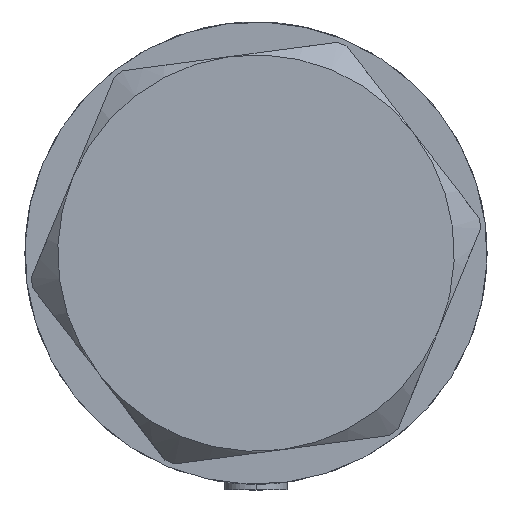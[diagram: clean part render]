
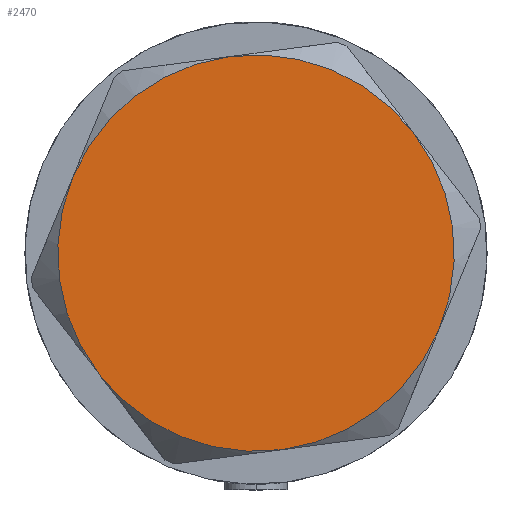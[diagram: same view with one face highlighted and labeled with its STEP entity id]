
A CAD part, left-side view. The second image highlights one B-rep face of the part: STEP entity #2470.
In plain terms, the highlighted face is planar.
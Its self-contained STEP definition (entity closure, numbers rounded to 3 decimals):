
#36 = DIRECTION ( 'NONE',  ( 0., 0., 1. ) ) ;
#135 = EDGE_CURVE ( 'NONE', #1751, #4307, #183, .T. ) ;
#183 = CIRCLE ( 'NONE', #3333, 37.75 ) ;
#335 = CARTESIAN_POINT ( 'NONE',  ( -18.875, 32.692, 13. ) ) ;
#342 = CARTESIAN_POINT ( 'NONE',  ( -18.875, -32.692, 13. ) ) ;
#543 = DIRECTION ( 'NONE',  ( 0., 0., 1. ) ) ;
#595 = EDGE_CURVE ( 'NONE', #4846, #1751, #3883, .T. ) ;
#606 = CARTESIAN_POINT ( 'NONE',  ( 18.875, 32.692, 13. ) ) ;
#876 = ORIENTED_EDGE ( 'NONE', *, *, #5414, .T. ) ;
#1047 = CARTESIAN_POINT ( 'NONE',  ( 0., 0., 13. ) ) ;
#1179 = DIRECTION ( 'NONE',  ( 0., 0., 1. ) ) ;
#1241 = DIRECTION ( 'NONE',  ( 0., 0., 1. ) ) ;
#1424 = DIRECTION ( 'NONE',  ( 1., 0., 0. ) ) ;
#1467 = AXIS2_PLACEMENT_3D ( 'NONE', #4119, #1982, #4182 ) ;
#1648 = CIRCLE ( 'NONE', #4802, 37.75 ) ;
#1751 = VERTEX_POINT ( 'NONE', #2184 ) ;
#1763 = DIRECTION ( 'NONE',  ( 1., 0., 0. ) ) ;
#1796 = DIRECTION ( 'NONE',  ( 0., 0., 1. ) ) ;
#1828 = ORIENTED_EDGE ( 'NONE', *, *, #5407, .T. ) ;
#1982 = DIRECTION ( 'NONE',  ( 0., 0., 1. ) ) ;
#2058 = CARTESIAN_POINT ( 'NONE',  ( 0., 0., 13. ) ) ;
#2101 = ORIENTED_EDGE ( 'NONE', *, *, #4617, .T. ) ;
#2184 = CARTESIAN_POINT ( 'NONE',  ( -37.75, 0., 13. ) ) ;
#2374 = CIRCLE ( 'NONE', #2463, 37.75 ) ;
#2397 = PLANE ( 'NONE',  #1467 ) ;
#2463 = AXIS2_PLACEMENT_3D ( 'NONE', #3899, #2706, #3051 ) ;
#2470 = ADVANCED_FACE ( 'NONE', ( #2784 ), #2397, .T. ) ;
#2690 = EDGE_LOOP ( 'NONE', ( #4948, #876, #2101, #5537, #4061, #1828 ) ) ;
#2706 = DIRECTION ( 'NONE',  ( 0., 0., 1. ) ) ;
#2784 = FACE_OUTER_BOUND ( 'NONE', #2690, .T. ) ;
#2838 = VERTEX_POINT ( 'NONE', #606 ) ;
#3051 = DIRECTION ( 'NONE',  ( 1., 0., 0. ) ) ;
#3197 = VERTEX_POINT ( 'NONE', #5586 ) ;
#3333 = AXIS2_PLACEMENT_3D ( 'NONE', #2058, #1241, #4648 ) ;
#3458 = CIRCLE ( 'NONE', #4186, 37.75 ) ;
#3713 = EDGE_CURVE ( 'NONE', #3197, #4086, #5362, .T. ) ;
#3883 = CIRCLE ( 'NONE', #5062, 37.75 ) ;
#3899 = CARTESIAN_POINT ( 'NONE',  ( 0., 0., 13. ) ) ;
#4061 = ORIENTED_EDGE ( 'NONE', *, *, #135, .T. ) ;
#4086 = VERTEX_POINT ( 'NONE', #5118 ) ;
#4094 = AXIS2_PLACEMENT_3D ( 'NONE', #4401, #543, #1424 ) ;
#4119 = CARTESIAN_POINT ( 'NONE',  ( 0., 0., 13. ) ) ;
#4182 = DIRECTION ( 'NONE',  ( 1., 0., 0. ) ) ;
#4186 = AXIS2_PLACEMENT_3D ( 'NONE', #4430, #36, #1763 ) ;
#4307 = VERTEX_POINT ( 'NONE', #342 ) ;
#4401 = CARTESIAN_POINT ( 'NONE',  ( 0., 0., 13. ) ) ;
#4430 = CARTESIAN_POINT ( 'NONE',  ( 0., 0., 13. ) ) ;
#4617 = EDGE_CURVE ( 'NONE', #2838, #4846, #1648, .T. ) ;
#4648 = DIRECTION ( 'NONE',  ( 1., 0., 0. ) ) ;
#4802 = AXIS2_PLACEMENT_3D ( 'NONE', #1047, #1796, #4819 ) ;
#4819 = DIRECTION ( 'NONE',  ( 1., 0., 0. ) ) ;
#4846 = VERTEX_POINT ( 'NONE', #335 ) ;
#4948 = ORIENTED_EDGE ( 'NONE', *, *, #3713, .T. ) ;
#5038 = DIRECTION ( 'NONE',  ( 1., 0., 0. ) ) ;
#5062 = AXIS2_PLACEMENT_3D ( 'NONE', #5469, #1179, #5038 ) ;
#5118 = CARTESIAN_POINT ( 'NONE',  ( 37.75, 0., 13. ) ) ;
#5362 = CIRCLE ( 'NONE', #4094, 37.75 ) ;
#5407 = EDGE_CURVE ( 'NONE', #4307, #3197, #2374, .T. ) ;
#5414 = EDGE_CURVE ( 'NONE', #4086, #2838, #3458, .T. ) ;
#5469 = CARTESIAN_POINT ( 'NONE',  ( 0., 0., 13. ) ) ;
#5537 = ORIENTED_EDGE ( 'NONE', *, *, #595, .T. ) ;
#5586 = CARTESIAN_POINT ( 'NONE',  ( 18.875, -32.692, 13. ) ) ;
